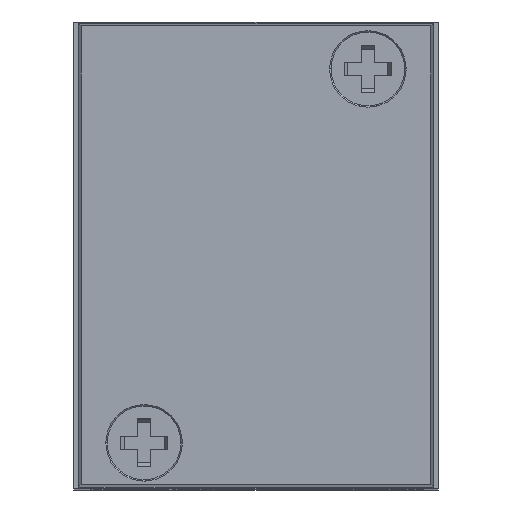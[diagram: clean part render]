
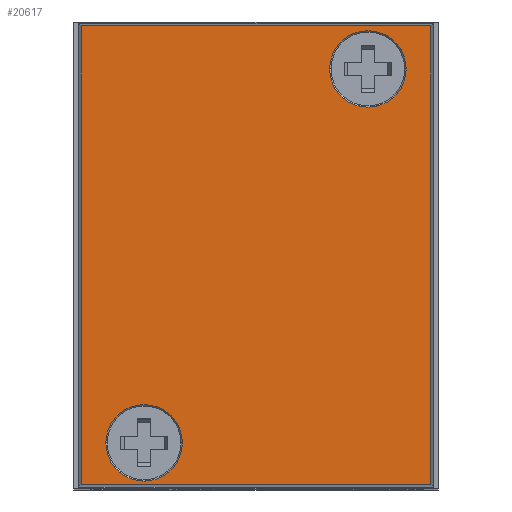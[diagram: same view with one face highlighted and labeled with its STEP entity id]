
A CAD part, top view. The second image highlights one B-rep face of the part: STEP entity #20617.
In plain terms, the highlighted planar face has unit normal (0, 0, 1).
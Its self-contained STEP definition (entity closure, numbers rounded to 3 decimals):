
#137 = CIRCLE ( 'NONE', #8013, 2.8 ) ;
#3063 = CARTESIAN_POINT ( 'NONE',  ( -8.2, -13.75, 0. ) ) ;
#3065 = DIRECTION ( 'NONE',  ( 0., 0., 1. ) ) ;
#3066 = DIRECTION ( 'NONE',  ( 1., 0., 0. ) ) ;
#3079 = CARTESIAN_POINT ( 'NONE',  ( 8.2, 13.65, 0. ) ) ;
#3081 = DIRECTION ( 'NONE',  ( 0., 0., 1. ) ) ;
#3083 = DIRECTION ( 'NONE',  ( 1., 0., 0. ) ) ;
#4677 = LINE ( 'NONE', #17601, #4678 ) ;
#4678 = VECTOR ( 'NONE', #17602, 1000. ) ;
#4679 = LINE ( 'NONE', #17603, #4680 ) ;
#4680 = VECTOR ( 'NONE', #17604, 1000. ) ;
#4681 = LINE ( 'NONE', #17605, #4682 ) ;
#4682 = VECTOR ( 'NONE', #17606, 1000. ) ;
#4683 = LINE ( 'NONE', #17607, #4684 ) ;
#4684 = VECTOR ( 'NONE', #17608, 1000. ) ;
#4685 = CIRCLE ( 'NONE', #7856, 2.8 ) ;
#4687 = CIRCLE ( 'NONE', #7857, 2.8 ) ;
#5174 = CIRCLE ( 'NONE', #8012, 2.8 ) ;
#7856 = AXIS2_PLACEMENT_3D ( 'NONE', #17609, #17610, #17611 ) ;
#7857 = AXIS2_PLACEMENT_3D ( 'NONE', #17612, #17613, #17614 ) ;
#8012 = AXIS2_PLACEMENT_3D ( 'NONE', #3063, #3065, #3066 ) ;
#8013 = AXIS2_PLACEMENT_3D ( 'NONE', #3079, #3081, #3083 ) ;
#8325 = AXIS2_PLACEMENT_3D ( 'NONE', #27589, #27590, #27592 ) ;
#10343 = EDGE_CURVE ( 'NONE', #24422, #24316, #4677, .T. ) ;
#10344 = EDGE_CURVE ( 'NONE', #24490, #24422, #4679, .T. ) ;
#10345 = EDGE_CURVE ( 'NONE', #24585, #24490, #4681, .T. ) ;
#10346 = EDGE_CURVE ( 'NONE', #24316, #24585, #4683, .T. ) ;
#10347 = EDGE_CURVE ( 'NONE', #24221, #24209, #4685, .T. ) ;
#10348 = EDGE_CURVE ( 'NONE', #24363, #24301, #4687, .T. ) ;
#10674 = EDGE_CURVE ( 'NONE', #24209, #24221, #5174, .T. ) ;
#10677 = EDGE_CURVE ( 'NONE', #24301, #24363, #137, .T. ) ;
#17601 = CARTESIAN_POINT ( 'NONE',  ( 12.8, 16.8, 0. ) ) ;
#17602 = DIRECTION ( 'NONE',  ( 0., 1., 0. ) ) ;
#17603 = CARTESIAN_POINT ( 'NONE',  ( 12.8, -16.8, 0. ) ) ;
#17604 = DIRECTION ( 'NONE',  ( 1., 0., 0. ) ) ;
#17605 = CARTESIAN_POINT ( 'NONE',  ( -12.8, 16.8, 0. ) ) ;
#17606 = DIRECTION ( 'NONE',  ( 0., -1., 0. ) ) ;
#17607 = CARTESIAN_POINT ( 'NONE',  ( 12.8, 16.8, 0. ) ) ;
#17608 = DIRECTION ( 'NONE',  ( -1., 0., 0. ) ) ;
#17609 = CARTESIAN_POINT ( 'NONE',  ( -8.2, -13.75, 0. ) ) ;
#17610 = DIRECTION ( 'NONE',  ( 0., 0., 1. ) ) ;
#17611 = DIRECTION ( 'NONE',  ( 1., 0., 0. ) ) ;
#17612 = CARTESIAN_POINT ( 'NONE',  ( 8.2, 13.65, 0. ) ) ;
#17613 = DIRECTION ( 'NONE',  ( 0., 0., 1. ) ) ;
#17614 = DIRECTION ( 'NONE',  ( 1., 0., 0. ) ) ;
#17776 = CARTESIAN_POINT ( 'NONE',  ( -12.8, 16.8, 0. ) ) ;
#19320 = EDGE_LOOP ( 'NONE', ( #21619, #21578 ) ) ;
#20617 = ADVANCED_FACE ( 'NONE', ( #31028, #31029, #31030 ), #27587, .T. ) ;
#21543 = ORIENTED_EDGE ( 'NONE', *, *, #10346, .T. ) ;
#21547 = ORIENTED_EDGE ( 'NONE', *, *, #10343, .T. ) ;
#21572 = ORIENTED_EDGE ( 'NONE', *, *, #10345, .T. ) ;
#21578 = ORIENTED_EDGE ( 'NONE', *, *, #10674, .F. ) ;
#21588 = ORIENTED_EDGE ( 'NONE', *, *, #10344, .T. ) ;
#21610 = ORIENTED_EDGE ( 'NONE', *, *, #10677, .F. ) ;
#21619 = ORIENTED_EDGE ( 'NONE', *, *, #10347, .F. ) ;
#21668 = ORIENTED_EDGE ( 'NONE', *, *, #10348, .F. ) ;
#24176 = EDGE_LOOP ( 'NONE', ( #21668, #21610 ) ) ;
#24189 = EDGE_LOOP ( 'NONE', ( #21543, #21572, #21588, #21547 ) ) ;
#24209 = VERTEX_POINT ( 'NONE', #25011 ) ;
#24221 = VERTEX_POINT ( 'NONE', #25023 ) ;
#24301 = VERTEX_POINT ( 'NONE', #25103 ) ;
#24316 = VERTEX_POINT ( 'NONE', #25118 ) ;
#24363 = VERTEX_POINT ( 'NONE', #25165 ) ;
#24422 = VERTEX_POINT ( 'NONE', #25224 ) ;
#24490 = VERTEX_POINT ( 'NONE', #25292 ) ;
#24585 = VERTEX_POINT ( 'NONE', #17776 ) ;
#25011 = CARTESIAN_POINT ( 'NONE',  ( -11., -13.75, 0. ) ) ;
#25023 = CARTESIAN_POINT ( 'NONE',  ( -5.4, -13.75, 0. ) ) ;
#25103 = CARTESIAN_POINT ( 'NONE',  ( 5.4, 13.65, 0. ) ) ;
#25118 = CARTESIAN_POINT ( 'NONE',  ( 12.8, 16.8, 0. ) ) ;
#25165 = CARTESIAN_POINT ( 'NONE',  ( 11., 13.65, 0. ) ) ;
#25224 = CARTESIAN_POINT ( 'NONE',  ( 12.8, -16.8, 0. ) ) ;
#25292 = CARTESIAN_POINT ( 'NONE',  ( -12.8, -16.8, 0. ) ) ;
#27587 = PLANE ( 'NONE',  #8325 ) ;
#27589 = CARTESIAN_POINT ( 'NONE',  ( -12.8, 16.8, 0. ) ) ;
#27590 = DIRECTION ( 'NONE',  ( 0., 0., 1. ) ) ;
#27592 = DIRECTION ( 'NONE',  ( 1., 0., 0. ) ) ;
#31028 = FACE_BOUND ( 'NONE', #24176, .T. ) ;
#31029 = FACE_BOUND ( 'NONE', #19320, .T. ) ;
#31030 = FACE_OUTER_BOUND ( 'NONE', #24189, .T. ) ;
